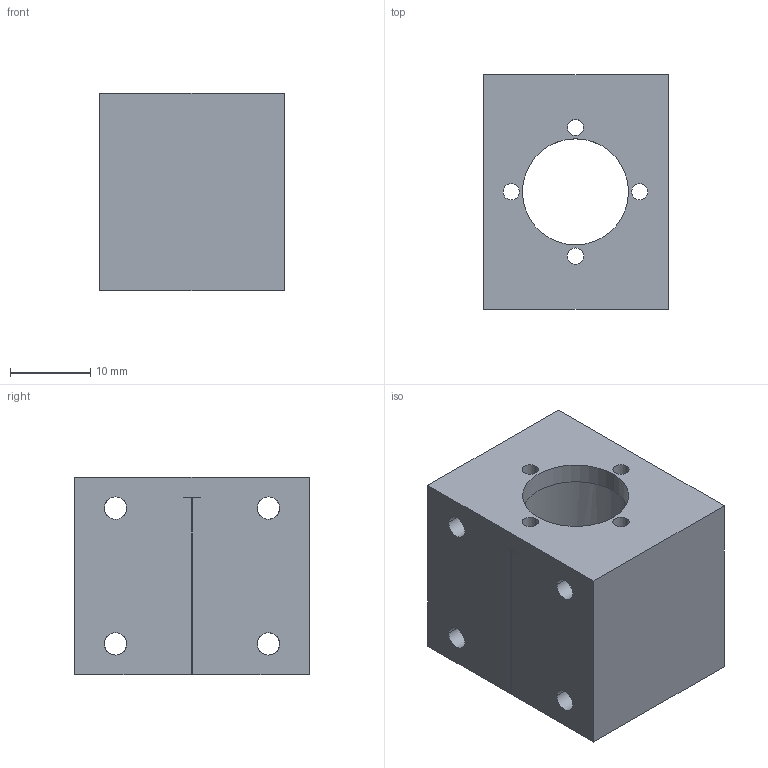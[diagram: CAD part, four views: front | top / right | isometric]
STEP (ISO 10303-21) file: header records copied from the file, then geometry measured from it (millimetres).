
FILE_DESCRIPTION (( 'STEP AP203' ), '1' );
FILE_NAME ('J5 Turret Center.STEP', '2016-07-29T00:27:23', ( '' ), ( '' ), 'SwSTEP 2.0', 'SolidWorks 2015', '' );
FILE_SCHEMA (( 'CONFIG_CONTROL_DESIGN' ));
Length unit declared in the file: inch
Products named in the file (1): J5 Turret Center
Bounding box: 22.99 x 29.21 x 24.54 mm (x, y, z)
Volume: 6803.6 mm3; surface area: 5590.5 mm2
Topology: 1 solids, 1 shells, 34 faces, 114 edges, 76 vertices
Faces by surface type: cylinder 25, plane 9
Entity records: 1763 total; most frequent: CARTESIAN_POINT 639, ORIENTED_EDGE 228, DIRECTION 206, EDGE_CURVE 114, AXIS2_PLACEMENT_3D 79, VERTEX_POINT 76, EDGE_LOOP 54, LINE 48
